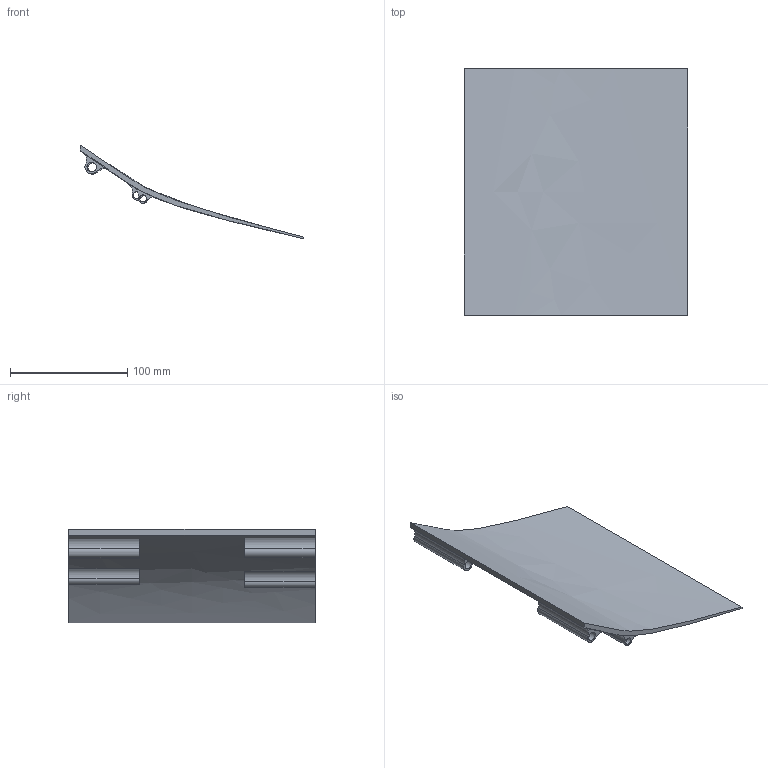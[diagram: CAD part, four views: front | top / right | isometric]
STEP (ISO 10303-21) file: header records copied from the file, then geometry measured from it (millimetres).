
FILE_DESCRIPTION(/* description */ (''),/* implementation_level */ '2;1');
FILE_NAME(/* name */ 'Prototype_final_rampe_du_devant v10.step',/* time_stamp */ '2025-06-16T07:32:50+02:00',/* author */ (''),/* organization */ (''),/* preprocessor_version */ 'ST-DEVELOPER v20.1',/* originating_system */ 'Autodesk Translation Framework v14.10.0.0',/* authorisation */ '');
FILE_SCHEMA (('AUTOMOTIVE_DESIGN { 1 0 10303 214 3 1 1 }'));
Length unit declared in the file: millimetre
Products named in the file (1): Prototype_final_rampe_du_devant
Bounding box: 190.3 x 210.02 x 79.69 mm (x, y, z)
Volume: 170285.3 mm3; surface area: 108850.6 mm2
Topology: 5 solids, 5 shells, 38 faces, 84 edges, 56 vertices
Faces by surface type: cylinder 18, plane 12, bspline 8
Full cylindrical faces by diameter (mm): 6 x2, 8 x2
Entity records: 1321 total; most frequent: CARTESIAN_POINT 469, ORIENTED_EDGE 168, DIRECTION 164, EDGE_CURVE 84, AXIS2_PLACEMENT_3D 67, VERTEX_POINT 56, EDGE_LOOP 46, FACE_OUTER_BOUND 38
